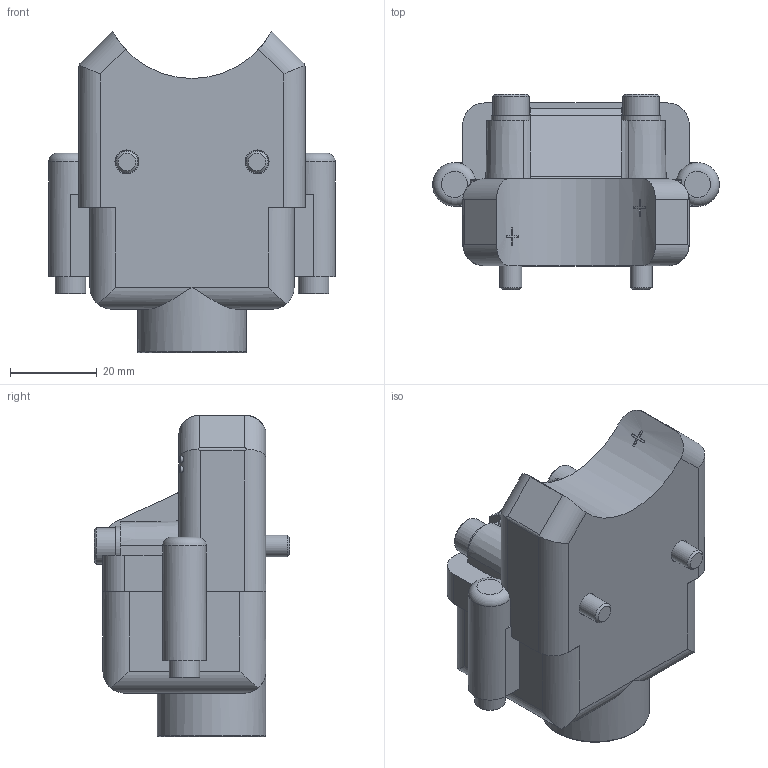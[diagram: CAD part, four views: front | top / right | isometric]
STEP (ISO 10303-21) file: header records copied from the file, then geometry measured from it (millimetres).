
FILE_DESCRIPTION(/* description */ ('STEP AP214'),/* implementation_level */ '2;1');
FILE_NAME(/* name */ '8140400_SRBI-C2-N-1-P-C2',/* time_stamp */ '2024-09-15T14:29:02+02:00',/* author */ ('License CC BY-ND 4.0'),/* organization */ ('CADENAS'),/* preprocessor_version */ 'ST-DEVELOPER v19.3',/* originating_system */ 'PARTsolutions',/* authorisation */ ' ');
FILE_SCHEMA (('AUTOMOTIVE_DESIGN {1 0 10303 214 3 1 1}'));
Length unit declared in the file: millimetre
Products named in the file (4): 8140400 SRBI-C2-N-1-P-C2---(high); 8140400 SRBI-C2-N-1-P-C2---(h.high); DIN-433 M5(F); DIN-912 - M5x40(F)
Assembly tree (5 placements, depth 2):
  8140400 SRBI-C2-N-1-P-C2---(high)
    8140400 SRBI-C2-N-1-P-C2---(h.high)
    DIN-433 M5(F)  x2
    DIN-912 - M5x40(F)  x2
Bounding box: 66 x 45 x 73.93 mm (x, y, z)
Volume: 90754.3 mm3; surface area: 19127.9 mm2
Topology: 5 solids, 5 shells, 210 faces, 510 edges, 323 vertices
Faces by surface type: plane 121, cylinder 51, cone 27, torus 11
Full cylindrical faces by diameter (mm): 5 x2, 5.3 x2, 5.5 x2, 7 x2, 8.5 x2, 9 x2, 17.294 x1, 25 x1
Entity records: 6439 total; most frequent: CARTESIAN_POINT 1124, DIRECTION 869, ORIENTED_EDGE 838, EDGE_CURVE 419, AXIS2_PLACEMENT_3D 312, VERTEX_POINT 285, LINE 245, VECTOR 245
